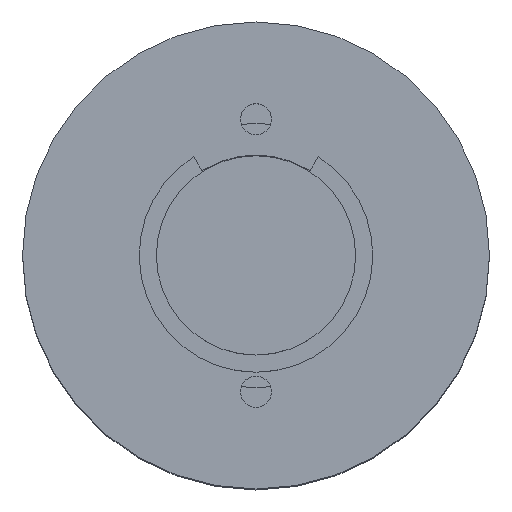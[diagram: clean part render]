
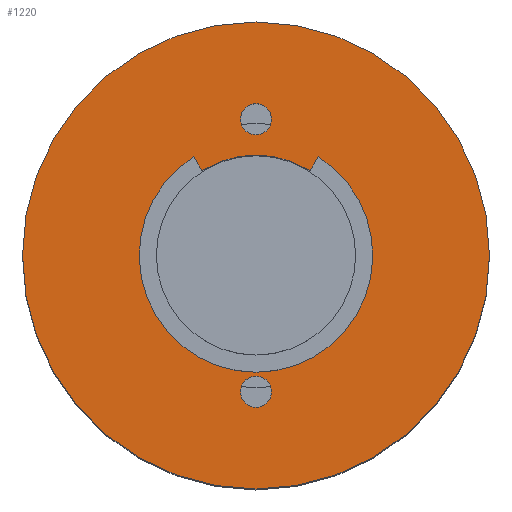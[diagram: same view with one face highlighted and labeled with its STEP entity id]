
A CAD part, top view. The second image highlights one B-rep face of the part: STEP entity #1220.
In plain terms, the highlighted planar face has unit normal (0, 0, 1).
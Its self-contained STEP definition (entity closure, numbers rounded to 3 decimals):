
#15 = AXIS2_PLACEMENT_3D ( 'NONE', #248, #342, #921 ) ;
#28 = CARTESIAN_POINT ( 'NONE',  ( 0., 8.75, 16. ) ) ;
#53 = DIRECTION ( 'NONE',  ( 0., 0., -1. ) ) ;
#68 = DIRECTION ( 'NONE',  ( 0., 0., -1. ) ) ;
#73 = DIRECTION ( 'NONE',  ( 1., 0., 0. ) ) ;
#119 = EDGE_CURVE ( 'NONE', #297, #297, #929, .T. ) ;
#144 = PLANE ( 'NONE',  #15 ) ;
#161 = EDGE_LOOP ( 'NONE', ( #829 ) ) ;
#179 = CARTESIAN_POINT ( 'NONE',  ( 1., 8.75, 16. ) ) ;
#194 = EDGE_CURVE ( 'NONE', #1185, #1185, #467, .T. ) ;
#248 = CARTESIAN_POINT ( 'NONE',  ( -15., 0., 16. ) ) ;
#258 = EDGE_LOOP ( 'NONE', ( #341 ) ) ;
#269 = CARTESIAN_POINT ( 'NONE',  ( -6.45, 0., 16. ) ) ;
#297 = VERTEX_POINT ( 'NONE', #179 ) ;
#308 = DIRECTION ( 'NONE',  ( 0., 0., -1. ) ) ;
#322 = EDGE_CURVE ( 'NONE', #452, #452, #333, .T. ) ;
#333 = CIRCLE ( 'NONE', #440, 6.45 ) ;
#341 = ORIENTED_EDGE ( 'NONE', *, *, #322, .T. ) ;
#342 = DIRECTION ( 'NONE',  ( 0., 0., 1. ) ) ;
#388 = FACE_BOUND ( 'NONE', #474, .T. ) ;
#409 = DIRECTION ( 'NONE',  ( 1., 0., 0. ) ) ;
#440 = AXIS2_PLACEMENT_3D ( 'NONE', #584, #686, #1174 ) ;
#452 = VERTEX_POINT ( 'NONE', #269 ) ;
#467 = CIRCLE ( 'NONE', #559, 1. ) ;
#474 = EDGE_LOOP ( 'NONE', ( #688 ) ) ;
#488 = FACE_BOUND ( 'NONE', #161, .T. ) ;
#501 = DIRECTION ( 'NONE',  ( 1., 0., 0. ) ) ;
#519 = CARTESIAN_POINT ( 'NONE',  ( 0., 0., 16. ) ) ;
#559 = AXIS2_PLACEMENT_3D ( 'NONE', #633, #68, #73 ) ;
#584 = CARTESIAN_POINT ( 'NONE',  ( 0., 0., 16. ) ) ;
#633 = CARTESIAN_POINT ( 'NONE',  ( 0., -8.75, 16. ) ) ;
#686 = DIRECTION ( 'NONE',  ( 0., 0., -1. ) ) ;
#688 = ORIENTED_EDGE ( 'NONE', *, *, #119, .T. ) ;
#691 = CIRCLE ( 'NONE', #1153, 15. ) ;
#726 = EDGE_CURVE ( 'NONE', #830, #830, #691, .T. ) ;
#792 = FACE_OUTER_BOUND ( 'NONE', #872, .T. ) ;
#829 = ORIENTED_EDGE ( 'NONE', *, *, #194, .T. ) ;
#830 = VERTEX_POINT ( 'NONE', #935 ) ;
#872 = EDGE_LOOP ( 'NONE', ( #1214 ) ) ;
#921 = DIRECTION ( 'NONE',  ( 1., 0., 0. ) ) ;
#929 = CIRCLE ( 'NONE', #1082, 1. ) ;
#935 = CARTESIAN_POINT ( 'NONE',  ( 15., 0., 16. ) ) ;
#1042 = CARTESIAN_POINT ( 'NONE',  ( 1., -8.75, 16. ) ) ;
#1072 = FACE_BOUND ( 'NONE', #258, .T. ) ;
#1082 = AXIS2_PLACEMENT_3D ( 'NONE', #28, #308, #409 ) ;
#1153 = AXIS2_PLACEMENT_3D ( 'NONE', #519, #53, #501 ) ;
#1174 = DIRECTION ( 'NONE',  ( -1., 0., 0. ) ) ;
#1185 = VERTEX_POINT ( 'NONE', #1042 ) ;
#1214 = ORIENTED_EDGE ( 'NONE', *, *, #726, .F. ) ;
#1220 = ADVANCED_FACE ( 'NONE', ( #792, #388, #488, #1072 ), #144, .T. ) ;
